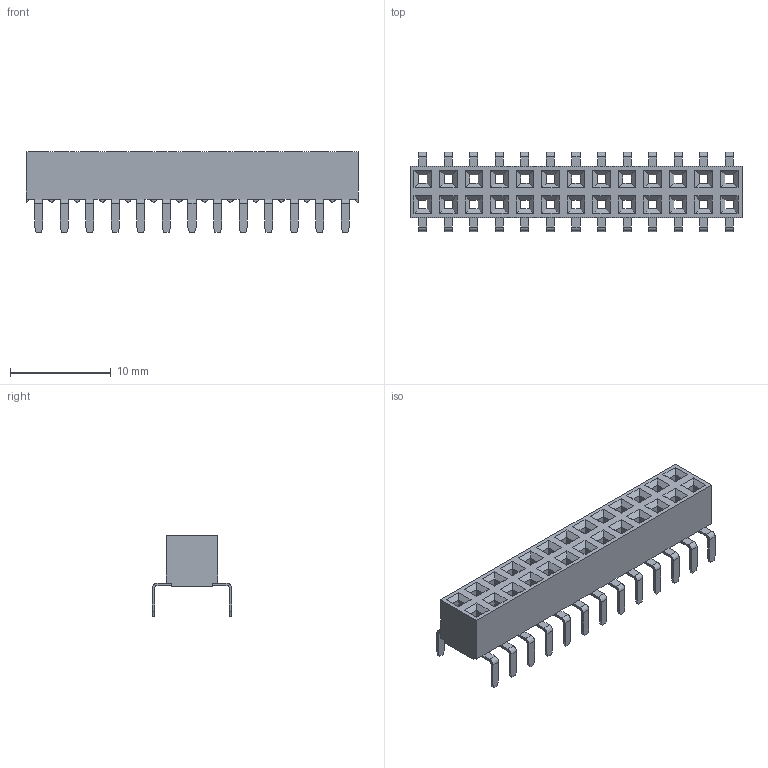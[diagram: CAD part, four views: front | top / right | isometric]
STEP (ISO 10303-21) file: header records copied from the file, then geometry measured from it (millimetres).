
FILE_DESCRIPTION(/* description */ (''),/* implementation_level */ '2;1');
FILE_NAME(/* name */ '966226-6702-XX',/* time_stamp */ '2007-06-15T15:48:51+02:00',/* author */ (''),/* organization */ (''),/* preprocessor_version */ 'ST-DEVELOPER v9',/* originating_system */ 'UGS - NX 4.0',/* authorisation */ '');
FILE_SCHEMA (('AUTOMOTIVE_DESIGN { 1 0 10303 214 1 1 1 1 }'));
Length unit declared in the file: millimetre
Products named in the file (1): 966226-6702-XX
Bounding box: 33.02 x 7.87 x 8 mm (x, y, z)
Volume: 721.8 mm3; surface area: 1332.5 mm2
Topology: 1 solids, 1 shells, 542 faces, 1506 edges, 952 vertices
Faces by surface type: plane 476, cylinder 66
Entity records: 17022 total; most frequent: ORIENTED_EDGE 3012, CARTESIAN_POINT 3001, DIRECTION 2724, EDGE_CURVE 1506, LINE 1374, VECTOR 1374, VERTEX_POINT 952, AXIS2_PLACEMENT_3D 675
